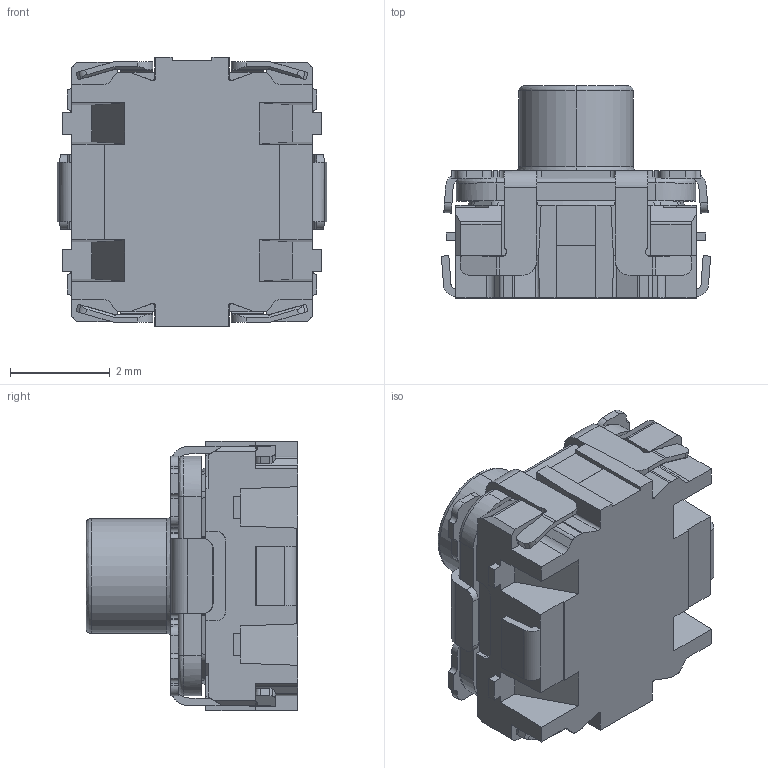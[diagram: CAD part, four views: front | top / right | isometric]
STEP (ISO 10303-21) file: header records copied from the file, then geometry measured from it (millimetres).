
FILE_DESCRIPTION (( 'STEP AP214' ), '1' );
FILE_NAME ('SKTQAAE010_3D.STEP', '2017-11-29T08:43:40', ( 'user' ), ( '' ), 'SwSTEP 2.0', 'SolidWorks 2014', '' );
FILE_SCHEMA (( 'AUTOMOTIVE_DESIGN' ));
Length unit declared in the file: millimetre
Products named in the file (1): SKTQAAE010_3D
Bounding box: 5.4 x 4.25 x 5.4 mm (x, y, z)
Volume: 64.7 mm3; surface area: 158.4 mm2
Topology: 1 solids, 1 shells, 431 faces, 1233 edges, 804 vertices
Faces by surface type: plane 263, cylinder 140, bspline 20, cone 8
Entity records: 19787 total; most frequent: CARTESIAN_POINT 4474, ORIENTED_EDGE 2466, DIRECTION 1781, EDGE_CURVE 1233, LINE 849, VECTOR 849, VERTEX_POINT 804, AXIS2_PLACEMENT_3D 466
